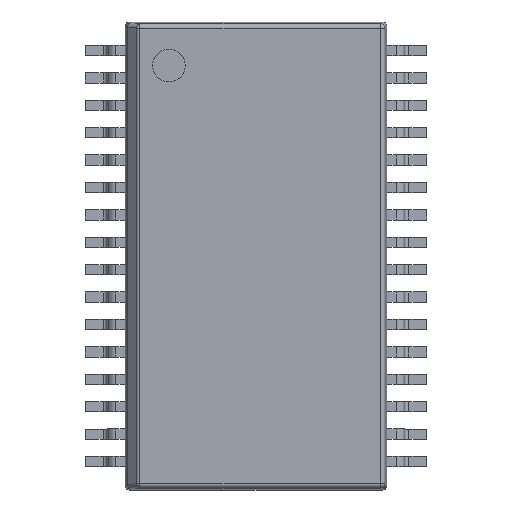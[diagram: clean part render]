
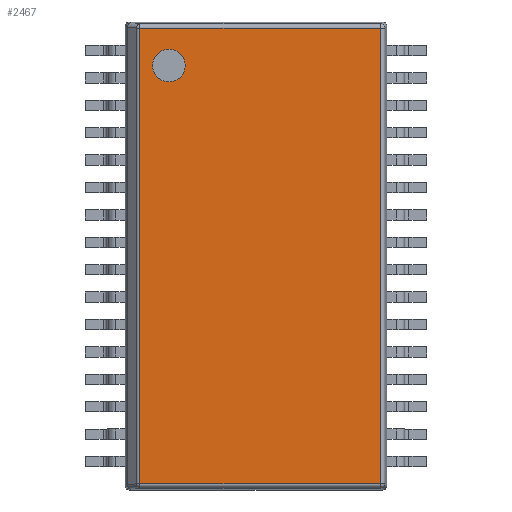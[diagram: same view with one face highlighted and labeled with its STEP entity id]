
A CAD part, top view. The second image highlights one B-rep face of the part: STEP entity #2467.
In plain terms, the highlighted planar face has unit normal (0, 0, 1).
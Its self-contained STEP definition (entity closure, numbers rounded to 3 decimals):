
#2290 = VERTEX_POINT('',#2291);
#2291 = CARTESIAN_POINT('',(0.341,10.955,1.2));
#2298 = EDGE_CURVE('',#2290,#2299,#2301,.T.);
#2299 = VERTEX_POINT('',#2300);
#2300 = CARTESIAN_POINT('',(6.055,10.955,1.2));
#2301 = LINE('',#2302,#2303);
#2302 = CARTESIAN_POINT('',(0.3,10.955,1.2));
#2303 = VECTOR('',#2304,1.);
#2304 = DIRECTION('',(1.,0.,0.));
#2365 = VERTEX_POINT('',#2366);
#2366 = CARTESIAN_POINT('',(6.055,0.145,1.2));
#2373 = EDGE_CURVE('',#2374,#2365,#2376,.T.);
#2374 = VERTEX_POINT('',#2375);
#2375 = CARTESIAN_POINT('',(0.341,0.145,1.2));
#2376 = LINE('',#2377,#2378);
#2377 = CARTESIAN_POINT('',(0.3,0.145,1.2));
#2378 = VECTOR('',#2379,1.);
#2379 = DIRECTION('',(1.,-0.,0.));
#2404 = EDGE_CURVE('',#2374,#2290,#2405,.T.);
#2405 = LINE('',#2406,#2407);
#2406 = CARTESIAN_POINT('',(0.341,0.055,1.2));
#2407 = VECTOR('',#2408,1.);
#2408 = DIRECTION('',(0.,1.,0.));
#2467 = ADVANCED_FACE('',(#2468,#2479),#2490,.T.);
#2468 = FACE_BOUND('',#2469,.T.);
#2469 = EDGE_LOOP('',(#2470,#2471,#2472,#2473));
#2470 = ORIENTED_EDGE('',*,*,#2298,.F.);
#2471 = ORIENTED_EDGE('',*,*,#2404,.F.);
#2472 = ORIENTED_EDGE('',*,*,#2373,.T.);
#2473 = ORIENTED_EDGE('',*,*,#2474,.T.);
#2474 = EDGE_CURVE('',#2365,#2299,#2475,.T.);
#2475 = LINE('',#2476,#2477);
#2476 = CARTESIAN_POINT('',(6.055,0.055,1.2));
#2477 = VECTOR('',#2478,1.);
#2478 = DIRECTION('',(0.,1.,-0.));
#2479 = FACE_BOUND('',#2480,.T.);
#2480 = EDGE_LOOP('',(#2481));
#2481 = ORIENTED_EDGE('',*,*,#2482,.F.);
#2482 = EDGE_CURVE('',#2483,#2483,#2485,.T.);
#2483 = VERTEX_POINT('',#2484);
#2484 = CARTESIAN_POINT('',(1.421,10.067,1.2));
#2485 = CIRCLE('',#2486,0.388);
#2486 = AXIS2_PLACEMENT_3D('',#2487,#2488,#2489);
#2487 = CARTESIAN_POINT('',(1.033,10.067,1.2));
#2488 = DIRECTION('',(0.,0.,1.));
#2489 = DIRECTION('',(1.,0.,-0.));
#2490 = PLANE('',#2491);
#2491 = AXIS2_PLACEMENT_3D('',#2492,#2493,#2494);
#2492 = CARTESIAN_POINT('',(0.,0.,1.2));
#2493 = DIRECTION('',(0.,0.,1.));
#2494 = DIRECTION('',(1.,0.,-0.));
